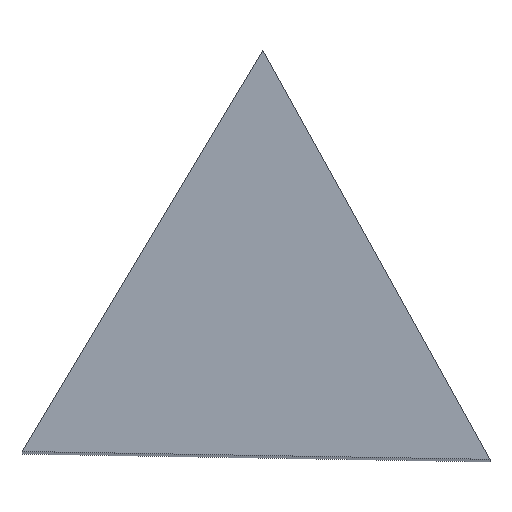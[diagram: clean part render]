
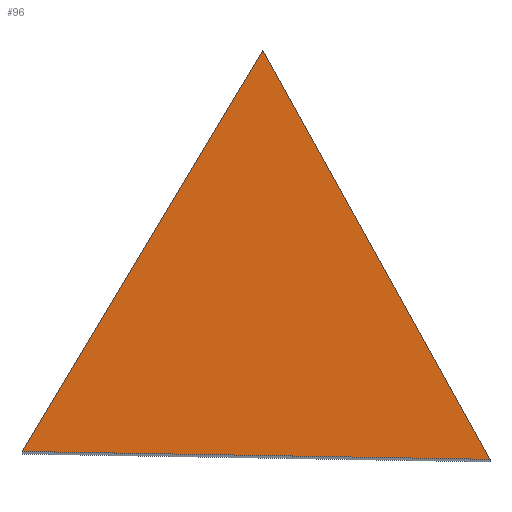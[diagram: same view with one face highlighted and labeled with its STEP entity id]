
A CAD part, top view. The second image highlights one B-rep face of the part: STEP entity #96.
In plain terms, the highlighted planar face has unit normal (0, 0, 1).
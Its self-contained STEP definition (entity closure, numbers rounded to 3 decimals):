
#2 = VERTEX_POINT ( 'NONE', #15 ) ;
#15 = CARTESIAN_POINT ( 'NONE',  ( -37.082, 29.698, 90. ) ) ;
#16 = VERTEX_POINT ( 'NONE', #117 ) ;
#17 = VERTEX_POINT ( 'NONE', #118 ) ;
#21 = ORIENTED_EDGE ( 'NONE', *, *, #105, .T. ) ;
#24 = ORIENTED_EDGE ( 'NONE', *, *, #107, .T. ) ;
#25 = ORIENTED_EDGE ( 'NONE', *, *, #104, .T. ) ;
#29 = EDGE_LOOP ( 'NONE', ( #21, #25, #24 ) ) ;
#42 = FACE_OUTER_BOUND ( 'NONE', #29, .T. ) ;
#48 = AXIS2_PLACEMENT_3D ( 'NONE', #135, #136, #137 ) ;
#56 = VECTOR ( 'NONE', #156, 1000. ) ;
#57 = VECTOR ( 'NONE', #159, 1000. ) ;
#59 = VECTOR ( 'NONE', #165, 1000. ) ;
#96 = ADVANCED_FACE ( 'NONE', ( #42 ), #134, .T. ) ;
#104 = EDGE_CURVE ( 'NONE', #16, #17, #154, .T. ) ;
#105 = EDGE_CURVE ( 'NONE', #2, #16, #157, .T. ) ;
#107 = EDGE_CURVE ( 'NONE', #17, #2, #163, .T. ) ;
#117 = CARTESIAN_POINT ( 'NONE',  ( -8.71, 29.22, 90. ) ) ;
#118 = CARTESIAN_POINT ( 'NONE',  ( -22.483, 54.03, 90. ) ) ;
#134 = PLANE ( 'NONE',  #48 ) ;
#135 = CARTESIAN_POINT ( 'NONE',  ( 0., 0., 90. ) ) ;
#136 = DIRECTION ( 'NONE',  ( 0., 0., 1. ) ) ;
#137 = DIRECTION ( 'NONE',  ( 1., 0., 0. ) ) ;
#154 = LINE ( 'NONE', #155, #56 ) ;
#155 = CARTESIAN_POINT ( 'NONE',  ( -8.71, 29.22, 90. ) ) ;
#156 = DIRECTION ( 'NONE',  ( -0.485, 0.874, 0. ) ) ;
#157 = LINE ( 'NONE', #158, #57 ) ;
#158 = CARTESIAN_POINT ( 'NONE',  ( -37.082, 29.698, 90. ) ) ;
#159 = DIRECTION ( 'NONE',  ( 1., -0.017, 0. ) ) ;
#163 = LINE ( 'NONE', #164, #59 ) ;
#164 = CARTESIAN_POINT ( 'NONE',  ( -22.483, 54.03, 90. ) ) ;
#165 = DIRECTION ( 'NONE',  ( -0.514, -0.857, 0. ) ) ;
